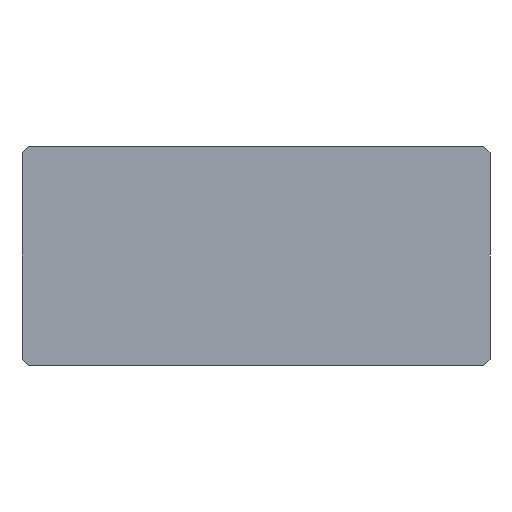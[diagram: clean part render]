
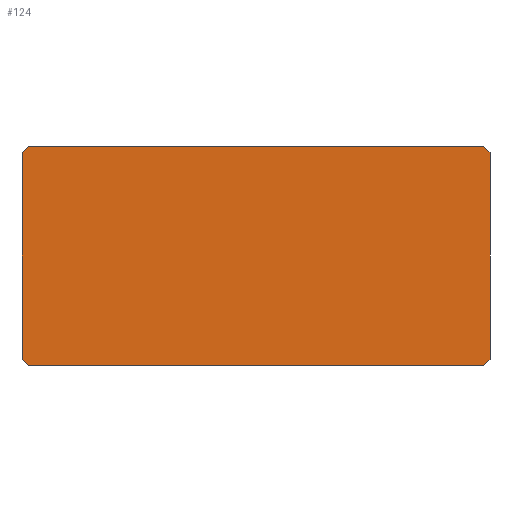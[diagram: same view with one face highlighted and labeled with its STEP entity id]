
A CAD part, front view. The second image highlights one B-rep face of the part: STEP entity #124.
In plain terms, the highlighted planar face has unit normal (0, -1, 0).
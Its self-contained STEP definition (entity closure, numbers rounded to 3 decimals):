
#3 = VERTEX_POINT ( 'NONE', #172 ) ;
#5 = EDGE_CURVE ( 'NONE', #344, #490, #483, .T. ) ;
#16 = DIRECTION ( 'NONE',  ( 0., 1., 0. ) ) ;
#27 = CARTESIAN_POINT ( 'NONE',  ( -7.05, 0., -3.4 ) ) ;
#51 = CARTESIAN_POINT ( 'NONE',  ( -7.05, 0., 3.4 ) ) ;
#76 = VECTOR ( 'NONE', #274, 1000. ) ;
#79 = LINE ( 'NONE', #27, #587 ) ;
#101 = EDGE_CURVE ( 'NONE', #490, #120, #151, .T. ) ;
#117 = CARTESIAN_POINT ( 'NONE',  ( -7.25, 0., 3.2 ) ) ;
#119 = VECTOR ( 'NONE', #207, 1000. ) ;
#120 = VERTEX_POINT ( 'NONE', #569 ) ;
#123 = CARTESIAN_POINT ( 'NONE',  ( 7.05, 0., -3.4 ) ) ;
#124 = ADVANCED_FACE ( 'NONE', ( #583 ), #281, .F. ) ;
#129 = ORIENTED_EDGE ( 'NONE', *, *, #508, .F. ) ;
#135 = LINE ( 'NONE', #295, #470 ) ;
#144 = VERTEX_POINT ( 'NONE', #123 ) ;
#151 = LINE ( 'NONE', #369, #595 ) ;
#152 = CARTESIAN_POINT ( 'NONE',  ( 7.25, 0., 3.2 ) ) ;
#167 = LINE ( 'NONE', #551, #290 ) ;
#172 = CARTESIAN_POINT ( 'NONE',  ( 7.25, 0., -3.2 ) ) ;
#175 = CARTESIAN_POINT ( 'NONE',  ( 0., 0., 0. ) ) ;
#183 = CARTESIAN_POINT ( 'NONE',  ( -7.05, 0., -3.4 ) ) ;
#207 = DIRECTION ( 'NONE',  ( 0.707, 0., 0.707 ) ) ;
#208 = CARTESIAN_POINT ( 'NONE',  ( -7.25, 0., -3.2 ) ) ;
#225 = AXIS2_PLACEMENT_3D ( 'NONE', #175, #16, #613 ) ;
#243 = LINE ( 'NONE', #249, #406 ) ;
#249 = CARTESIAN_POINT ( 'NONE',  ( 0., 0., -3.4 ) ) ;
#251 = VERTEX_POINT ( 'NONE', #183 ) ;
#257 = LINE ( 'NONE', #152, #335 ) ;
#266 = EDGE_CURVE ( 'NONE', #251, #144, #243, .T. ) ;
#274 = DIRECTION ( 'NONE',  ( 0.707, 0., 0.707 ) ) ;
#281 = PLANE ( 'NONE',  #225 ) ;
#287 = ORIENTED_EDGE ( 'NONE', *, *, #5, .F. ) ;
#288 = EDGE_CURVE ( 'NONE', #251, #556, #79, .T. ) ;
#290 = VECTOR ( 'NONE', #462, 1000. ) ;
#291 = ORIENTED_EDGE ( 'NONE', *, *, #101, .F. ) ;
#295 = CARTESIAN_POINT ( 'NONE',  ( -7.25, 0., 0. ) ) ;
#303 = EDGE_CURVE ( 'NONE', #344, #556, #135, .T. ) ;
#313 = DIRECTION ( 'NONE',  ( -0.707, 0., 0.707 ) ) ;
#327 = ORIENTED_EDGE ( 'NONE', *, *, #545, .T. ) ;
#328 = ORIENTED_EDGE ( 'NONE', *, *, #288, .F. ) ;
#335 = VECTOR ( 'NONE', #313, 1000. ) ;
#336 = VERTEX_POINT ( 'NONE', #625 ) ;
#342 = LINE ( 'NONE', #501, #119 ) ;
#344 = VERTEX_POINT ( 'NONE', #352 ) ;
#345 = EDGE_CURVE ( 'NONE', #144, #3, #342, .T. ) ;
#352 = CARTESIAN_POINT ( 'NONE',  ( -7.25, 0., 3.2 ) ) ;
#369 = CARTESIAN_POINT ( 'NONE',  ( 0., 0., 3.4 ) ) ;
#387 = ORIENTED_EDGE ( 'NONE', *, *, #345, .T. ) ;
#389 = DIRECTION ( 'NONE',  ( 0., 0., -1. ) ) ;
#391 = DIRECTION ( 'NONE',  ( 1., 0., 0. ) ) ;
#406 = VECTOR ( 'NONE', #391, 1000. ) ;
#462 = DIRECTION ( 'NONE',  ( 0., 0., -1. ) ) ;
#470 = VECTOR ( 'NONE', #389, 1000. ) ;
#480 = DIRECTION ( 'NONE',  ( 1., 0., 0. ) ) ;
#483 = LINE ( 'NONE', #117, #76 ) ;
#487 = DIRECTION ( 'NONE',  ( -0.707, 0., 0.707 ) ) ;
#490 = VERTEX_POINT ( 'NONE', #51 ) ;
#497 = EDGE_LOOP ( 'NONE', ( #129, #327, #291, #287, #563, #328, #589, #387 ) ) ;
#501 = CARTESIAN_POINT ( 'NONE',  ( 7.05, 0., -3.4 ) ) ;
#508 = EDGE_CURVE ( 'NONE', #336, #3, #167, .T. ) ;
#545 = EDGE_CURVE ( 'NONE', #336, #120, #257, .T. ) ;
#551 = CARTESIAN_POINT ( 'NONE',  ( 7.25, 0., 0. ) ) ;
#556 = VERTEX_POINT ( 'NONE', #208 ) ;
#563 = ORIENTED_EDGE ( 'NONE', *, *, #303, .T. ) ;
#569 = CARTESIAN_POINT ( 'NONE',  ( 7.05, 0., 3.4 ) ) ;
#583 = FACE_OUTER_BOUND ( 'NONE', #497, .T. ) ;
#587 = VECTOR ( 'NONE', #487, 1000. ) ;
#589 = ORIENTED_EDGE ( 'NONE', *, *, #266, .T. ) ;
#595 = VECTOR ( 'NONE', #480, 1000. ) ;
#613 = DIRECTION ( 'NONE',  ( 0., 0., 1. ) ) ;
#625 = CARTESIAN_POINT ( 'NONE',  ( 7.25, 0., 3.2 ) ) ;
